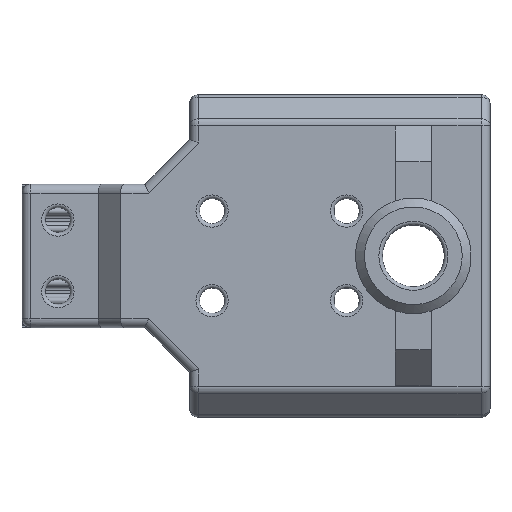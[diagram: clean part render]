
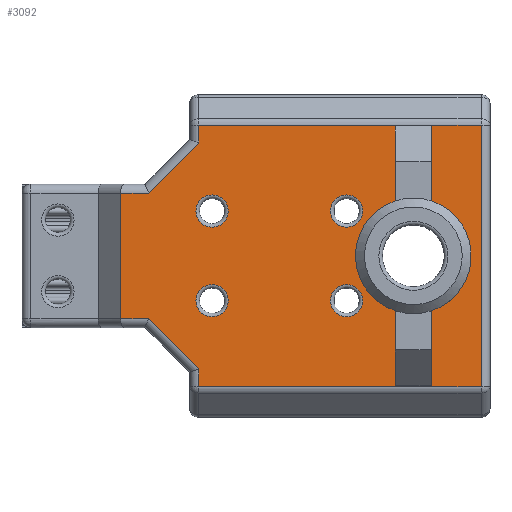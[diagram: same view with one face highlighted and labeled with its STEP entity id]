
A CAD part, top view. The second image highlights one B-rep face of the part: STEP entity #3092.
In plain terms, the highlighted planar face has unit normal (0, 0, 1).
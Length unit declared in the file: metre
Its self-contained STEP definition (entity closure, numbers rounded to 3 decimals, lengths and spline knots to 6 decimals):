
#52=CIRCLE('',#3304,0.00645);
#53=CIRCLE('',#3305,0.00645);
#54=CIRCLE('',#3306,0.0018);
#55=CIRCLE('',#3307,0.0018);
#56=CIRCLE('',#3308,0.0018);
#57=CIRCLE('',#3309,0.0018);
#219=PLANE('',#3303);
#288=LINE('',#4752,#554);
#289=LINE('',#4755,#555);
#290=LINE('',#4757,#556);
#291=LINE('',#4761,#557);
#292=LINE('',#4763,#558);
#293=LINE('',#4765,#559);
#294=LINE('',#4776,#560);
#295=LINE('',#4779,#561);
#296=LINE('',#4781,#562);
#297=LINE('',#4783,#563);
#298=LINE('',#4785,#564);
#299=LINE('',#4787,#565);
#300=LINE('',#4789,#566);
#301=LINE('',#4791,#567);
#302=LINE('',#4793,#568);
#303=LINE('',#4795,#569);
#554=VECTOR('',#3703,1.);
#555=VECTOR('',#3704,1.);
#556=VECTOR('',#3705,1.);
#557=VECTOR('',#3708,1.);
#558=VECTOR('',#3709,1.);
#559=VECTOR('',#3710,1.);
#560=VECTOR('',#3721,1.);
#561=VECTOR('',#3722,1.);
#562=VECTOR('',#3723,1.);
#563=VECTOR('',#3724,1.);
#564=VECTOR('',#3725,1.);
#565=VECTOR('',#3726,1.);
#566=VECTOR('',#3727,1.);
#567=VECTOR('',#3728,1.);
#568=VECTOR('',#3729,1.);
#569=VECTOR('',#3730,1.);
#822=ORIENTED_EDGE('',*,*,#1748,.F.);
#823=ORIENTED_EDGE('',*,*,#1749,.F.);
#824=ORIENTED_EDGE('',*,*,#1750,.T.);
#825=ORIENTED_EDGE('',*,*,#1751,.F.);
#826=ORIENTED_EDGE('',*,*,#1752,.T.);
#827=ORIENTED_EDGE('',*,*,#1753,.T.);
#828=ORIENTED_EDGE('',*,*,#1754,.F.);
#829=ORIENTED_EDGE('',*,*,#1755,.F.);
#830=ORIENTED_EDGE('',*,*,#1756,.T.);
#831=ORIENTED_EDGE('',*,*,#1757,.T.);
#832=ORIENTED_EDGE('',*,*,#1758,.T.);
#833=ORIENTED_EDGE('',*,*,#1759,.T.);
#834=ORIENTED_EDGE('',*,*,#1760,.T.);
#835=ORIENTED_EDGE('',*,*,#1761,.T.);
#836=ORIENTED_EDGE('',*,*,#1762,.T.);
#837=ORIENTED_EDGE('',*,*,#1763,.T.);
#838=ORIENTED_EDGE('',*,*,#1764,.T.);
#839=ORIENTED_EDGE('',*,*,#1765,.T.);
#840=ORIENTED_EDGE('',*,*,#1766,.T.);
#841=ORIENTED_EDGE('',*,*,#1767,.T.);
#842=ORIENTED_EDGE('',*,*,#1768,.T.);
#843=ORIENTED_EDGE('',*,*,#1769,.T.);
#1748=EDGE_CURVE('',#2211,#2212,#288,.T.);
#1749=EDGE_CURVE('',#2213,#2211,#289,.T.);
#1750=EDGE_CURVE('',#2213,#2214,#290,.T.);
#1751=EDGE_CURVE('',#2215,#2214,#52,.T.);
#1752=EDGE_CURVE('',#2215,#2216,#291,.T.);
#1753=EDGE_CURVE('',#2216,#2217,#292,.T.);
#1754=EDGE_CURVE('',#2218,#2217,#293,.T.);
#1755=EDGE_CURVE('',#2212,#2218,#53,.T.);
#1756=EDGE_CURVE('',#2219,#2219,#54,.F.);
#1757=EDGE_CURVE('',#2220,#2220,#55,.F.);
#1758=EDGE_CURVE('',#2221,#2221,#56,.F.);
#1759=EDGE_CURVE('',#2222,#2222,#57,.F.);
#1760=EDGE_CURVE('',#2223,#2224,#294,.F.);
#1761=EDGE_CURVE('',#2224,#2225,#295,.F.);
#1762=EDGE_CURVE('',#2225,#2226,#296,.T.);
#1763=EDGE_CURVE('',#2226,#2227,#297,.T.);
#1764=EDGE_CURVE('',#2227,#2228,#298,.T.);
#1765=EDGE_CURVE('',#2228,#2229,#299,.F.);
#1766=EDGE_CURVE('',#2229,#2230,#300,.F.);
#1767=EDGE_CURVE('',#2230,#2231,#301,.T.);
#1768=EDGE_CURVE('',#2231,#2232,#302,.T.);
#1769=EDGE_CURVE('',#2232,#2223,#303,.F.);
#2211=VERTEX_POINT('',#4753);
#2212=VERTEX_POINT('',#4754);
#2213=VERTEX_POINT('',#4756);
#2214=VERTEX_POINT('',#4758);
#2215=VERTEX_POINT('',#4760);
#2216=VERTEX_POINT('',#4762);
#2217=VERTEX_POINT('',#4764);
#2218=VERTEX_POINT('',#4766);
#2219=VERTEX_POINT('',#4769);
#2220=VERTEX_POINT('',#4771);
#2221=VERTEX_POINT('',#4773);
#2222=VERTEX_POINT('',#4775);
#2223=VERTEX_POINT('',#4777);
#2224=VERTEX_POINT('',#4778);
#2225=VERTEX_POINT('',#4780);
#2226=VERTEX_POINT('',#4782);
#2227=VERTEX_POINT('',#4784);
#2228=VERTEX_POINT('',#4786);
#2229=VERTEX_POINT('',#4788);
#2230=VERTEX_POINT('',#4790);
#2231=VERTEX_POINT('',#4792);
#2232=VERTEX_POINT('',#4794);
#2529=EDGE_LOOP('',(#822,#823,#824,#825,#826,#827,#828,#829));
#2530=EDGE_LOOP('',(#830));
#2531=EDGE_LOOP('',(#831));
#2532=EDGE_LOOP('',(#832));
#2533=EDGE_LOOP('',(#833));
#2534=EDGE_LOOP('',(#834,#835,#836,#837,#838,#839,#840,#841,#842,#843));
#2765=FACE_BOUND('',#2529,.T.);
#2766=FACE_BOUND('',#2530,.T.);
#2767=FACE_BOUND('',#2531,.T.);
#2768=FACE_BOUND('',#2532,.T.);
#2769=FACE_BOUND('',#2533,.T.);
#2770=FACE_BOUND('',#2534,.T.);
#3092=ADVANCED_FACE('',(#2765,#2766,#2767,#2768,#2769,#2770),#219,.T.);
#3303=AXIS2_PLACEMENT_3D('',#4751,#3701,#3702);
#3304=AXIS2_PLACEMENT_3D('',#4759,#3706,#3707);
#3305=AXIS2_PLACEMENT_3D('',#4767,#3711,#3712);
#3306=AXIS2_PLACEMENT_3D('',#4768,#3713,#3714);
#3307=AXIS2_PLACEMENT_3D('',#4770,#3715,#3716);
#3308=AXIS2_PLACEMENT_3D('',#4772,#3717,#3718);
#3309=AXIS2_PLACEMENT_3D('',#4774,#3719,#3720);
#3701=DIRECTION('',(0.,0.,1.));
#3702=DIRECTION('',(1.,0.,0.));
#3703=DIRECTION('',(0.,-1.,0.));
#3704=DIRECTION('',(-1.,0.,0.));
#3705=DIRECTION('',(0.,-1.,0.));
#3706=DIRECTION('',(0.,0.,1.));
#3707=DIRECTION('',(1.,0.,0.));
#3708=DIRECTION('',(0.,-1.,0.));
#3709=DIRECTION('',(-1.,0.,0.));
#3710=DIRECTION('',(0.,-1.,0.));
#3711=DIRECTION('',(0.,0.,1.));
#3712=DIRECTION('',(1.,0.,0.));
#3713=DIRECTION('',(0.,0.,1.));
#3714=DIRECTION('',(1.,0.,0.));
#3715=DIRECTION('',(0.,0.,1.));
#3716=DIRECTION('',(1.,0.,0.));
#3717=DIRECTION('',(0.,0.,1.));
#3718=DIRECTION('',(1.,0.,0.));
#3719=DIRECTION('',(0.,0.,1.));
#3720=DIRECTION('',(1.,0.,0.));
#3721=DIRECTION('',(0.707,0.707,0.));
#3722=DIRECTION('',(1.,0.,0.));
#3723=DIRECTION('',(0.,-1.,0.));
#3724=DIRECTION('',(1.,0.,0.));
#3725=DIRECTION('',(0.707,-0.707,0.));
#3726=DIRECTION('',(0.,1.,0.));
#3727=DIRECTION('',(-1.,0.,0.));
#3728=DIRECTION('',(0.,1.,0.));
#3729=DIRECTION('',(-1.,0.,0.));
#3730=DIRECTION('',(0.,1.,0.));
#4751=CARTESIAN_POINT('',(-0.036855,0.045638,0.011));
#4752=CARTESIAN_POINT('',(-0.013905,0.055453,0.011));
#4753=CARTESIAN_POINT('',(-0.013905,0.060138,0.011));
#4754=CARTESIAN_POINT('',(-0.013905,0.05177,0.011));
#4755=CARTESIAN_POINT('',(-0.011905,0.060138,0.011));
#4756=CARTESIAN_POINT('',(-0.009905,0.060138,0.011));
#4757=CARTESIAN_POINT('',(-0.009905,0.055453,0.011));
#4758=CARTESIAN_POINT('',(-0.009905,0.05177,0.011));
#4759=CARTESIAN_POINT('',(-0.011905,0.045638,0.011));
#4760=CARTESIAN_POINT('',(-0.009905,0.039506,0.011));
#4761=CARTESIAN_POINT('',(-0.009905,0.03574,0.011));
#4762=CARTESIAN_POINT('',(-0.009905,0.031138,0.011));
#4763=CARTESIAN_POINT('',(-0.011905,0.031138,0.011));
#4764=CARTESIAN_POINT('',(-0.013905,0.031138,0.011));
#4765=CARTESIAN_POINT('',(-0.013905,0.03574,0.011));
#4766=CARTESIAN_POINT('',(-0.013905,0.039506,0.011));
#4767=CARTESIAN_POINT('',(-0.011905,0.045638,0.011));
#4768=CARTESIAN_POINT('',(-0.019355,0.040638,0.011));
#4769=CARTESIAN_POINT('',(-0.017555,0.040638,0.011));
#4770=CARTESIAN_POINT('',(-0.019355,0.050638,0.011));
#4771=CARTESIAN_POINT('',(-0.017555,0.050638,0.011));
#4772=CARTESIAN_POINT('',(-0.034355,0.050638,0.011));
#4773=CARTESIAN_POINT('',(-0.032555,0.050638,0.011));
#4774=CARTESIAN_POINT('',(-0.034355,0.040638,0.011));
#4775=CARTESIAN_POINT('',(-0.032555,0.040638,0.011));
#4776=CARTESIAN_POINT('',(-0.041148,0.052931,0.011));
#4777=CARTESIAN_POINT('',(-0.035855,0.058224,0.011));
#4778=CARTESIAN_POINT('',(-0.041441,0.052638,0.011));
#4779=CARTESIAN_POINT('',(-0.036855,0.052638,0.011));
#4780=CARTESIAN_POINT('',(-0.044555,0.052638,0.011));
#4781=CARTESIAN_POINT('',(-0.044555,0.037638,0.011));
#4782=CARTESIAN_POINT('',(-0.044555,0.038638,0.011));
#4783=CARTESIAN_POINT('',(-0.041855,0.038638,0.011));
#4784=CARTESIAN_POINT('',(-0.041441,0.038638,0.011));
#4785=CARTESIAN_POINT('',(-0.036148,0.033345,0.011));
#4786=CARTESIAN_POINT('',(-0.035855,0.033052,0.011));
#4787=CARTESIAN_POINT('',(-0.035855,0.045638,0.011));
#4788=CARTESIAN_POINT('',(-0.035855,0.031052,0.011));
#4789=CARTESIAN_POINT('',(-0.036855,0.031052,0.011));
#4790=CARTESIAN_POINT('',(-0.004355,0.031052,0.011));
#4791=CARTESIAN_POINT('',(-0.004355,0.060638,0.011));
#4792=CARTESIAN_POINT('',(-0.004355,0.060224,0.011));
#4793=CARTESIAN_POINT('',(-0.036855,0.060224,0.011));
#4794=CARTESIAN_POINT('',(-0.035855,0.060224,0.011));
#4795=CARTESIAN_POINT('',(-0.035855,0.045638,0.011));
